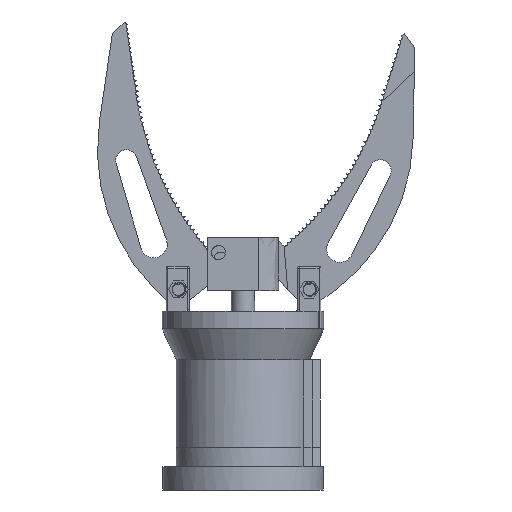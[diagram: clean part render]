
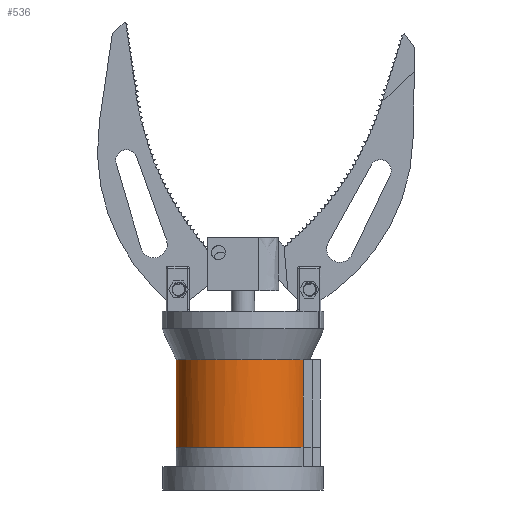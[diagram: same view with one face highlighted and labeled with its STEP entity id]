
A CAD part, left-side view. The second image highlights one B-rep face of the part: STEP entity #536.
In plain terms, the highlighted free-form (B-spline) face has degree [2, 1] with [7, 2] control points.
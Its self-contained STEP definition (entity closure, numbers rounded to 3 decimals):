
#24 = VERTEX_POINT('',#25);
#25 = CARTESIAN_POINT('',(-20.056,-36.798,38.754)
  );
#45 = VERTEX_POINT('',#46);
#46 = CARTESIAN_POINT('',(-20.056,-36.798,-15.343)
  );
#51 = EDGE_CURVE('',#24,#45,#52,.T.);
#52 = B_SPLINE_CURVE_WITH_KNOTS('',1,(#53,#54),.UNSPECIFIED.,.F.,.F.,(2,
    2),(-20.361,29.),.PIECEWISE_BEZIER_KNOTS.);
#53 = CARTESIAN_POINT('',(-20.056,-36.798,38.754)
  );
#54 = CARTESIAN_POINT('',(-20.056,-36.798,-15.343)
  );
#506 = VERTEX_POINT('',#507);
#507 = CARTESIAN_POINT('',(-56.134,-37.055,
    38.754));
#514 = EDGE_CURVE('',#515,#506,#517,.T.);
#515 = VERTEX_POINT('',#516);
#516 = CARTESIAN_POINT('',(-56.134,-37.055,
    -15.343));
#517 = B_SPLINE_CURVE_WITH_KNOTS('',1,(#518,#519),.UNSPECIFIED.,.F.,.F.,
  (2,2),(-29.,20.361),.PIECEWISE_BEZIER_KNOTS.);
#518 = CARTESIAN_POINT('',(-56.134,-37.055,
    -15.343));
#519 = CARTESIAN_POINT('',(-56.134,-37.055,
    38.754));
#536 = ADVANCED_FACE('',(#537),#567,.T.);
#537 = FACE_BOUND('',#538,.T.);
#538 = EDGE_LOOP('',(#539,#540,#550,#556,#557));
#539 = ORIENTED_EDGE('',*,*,#514,.T.);
#540 = ORIENTED_EDGE('',*,*,#541,.F.);
#541 = EDGE_CURVE('',#542,#506,#544,.T.);
#542 = VERTEX_POINT('',#543);
#543 = CARTESIAN_POINT('',(2.74,0.,
    38.754));
#544 = ( BOUNDED_CURVE() B_SPLINE_CURVE(2,(#545,#546,#547,#548,#549),
.UNSPECIFIED.,.F.,.F.) B_SPLINE_CURVE_WITH_KNOTS((3,2,3),(3.142,
5.274,7.407),.PIECEWISE_BEZIER_KNOTS.) CURVE() 
GEOMETRIC_REPRESENTATION_ITEM() RATIONAL_B_SPLINE_CURVE((1.,
0.483,1.,0.483,1.)) REPRESENTATION_ITEM('') );
#545 = CARTESIAN_POINT('',(2.74,0.,
    38.754));
#546 = CARTESIAN_POINT('',(2.74,74.429,38.754)
  );
#547 = CARTESIAN_POINT('',(-60.251,34.782,
    38.754));
#548 = CARTESIAN_POINT('',(-123.241,-4.865,
    38.754));
#549 = CARTESIAN_POINT('',(-56.134,-37.055,
    38.754));
#550 = ORIENTED_EDGE('',*,*,#551,.F.);
#551 = EDGE_CURVE('',#24,#542,#552,.T.);
#552 = ( BOUNDED_CURVE() B_SPLINE_CURVE(2,(#553,#554,#555),
.UNSPECIFIED.,.F.,.F.) B_SPLINE_CURVE_WITH_KNOTS((3,3),(2.032,
3.142),.PIECEWISE_BEZIER_KNOTS.) CURVE() 
GEOMETRIC_REPRESENTATION_ITEM() RATIONAL_B_SPLINE_CURVE((1.,
0.85,1.)) REPRESENTATION_ITEM('') );
#553 = CARTESIAN_POINT('',(-20.056,-36.798,38.754
    ));
#554 = CARTESIAN_POINT('',(2.74,-25.46,38.754
    ));
#555 = CARTESIAN_POINT('',(2.74,0.,
    38.754));
#556 = ORIENTED_EDGE('',*,*,#51,.T.);
#557 = ORIENTED_EDGE('',*,*,#558,.F.);
#558 = EDGE_CURVE('',#515,#45,#559,.T.);
#559 = ( BOUNDED_CURVE() B_SPLINE_CURVE(2,(#560,#561,#562,#563,#564,#565
,#566),.UNSPECIFIED.,.F.,.F.) B_SPLINE_CURVE_WITH_KNOTS((3,2,2,3),(
    5.16,6.951,8.743,10.534),
.PIECEWISE_BEZIER_KNOTS.) CURVE() GEOMETRIC_REPRESENTATION_ITEM() 
RATIONAL_B_SPLINE_CURVE((1.,0.625,1.,0.625,1.,
0.625,1.)) REPRESENTATION_ITEM('') );
#560 = CARTESIAN_POINT('',(-56.134,-37.055,
    -15.343));
#561 = CARTESIAN_POINT('',(-102.422,-14.851,
    -15.343));
#562 = CARTESIAN_POINT('',(-70.625,25.455,
    -15.343));
#563 = CARTESIAN_POINT('',(-38.828,65.761,
    -15.343));
#564 = CARTESIAN_POINT('',(-6.459,25.913,
    -15.343));
#565 = CARTESIAN_POINT('',(25.911,-13.935,
    -15.343));
#566 = CARTESIAN_POINT('',(-20.056,-36.798,-15.343
    ));
#567 = ( BOUNDED_SURFACE() B_SPLINE_SURFACE(2,1,(
    (#568,#569)
    ,(#570,#571)
    ,(#572,#573)
    ,(#574,#575)
    ,(#576,#577)
    ,(#578,#579)
,(#580,#581
    )),.UNSPECIFIED.,.F.,.F.,.F.) B_SPLINE_SURFACE_WITH_KNOTS((3,2,2,3),
  (2,2),(3.596,5.387,7.179,8.97),(
    -20.361,29.),.PIECEWISE_BEZIER_KNOTS.) 
GEOMETRIC_REPRESENTATION_ITEM() RATIONAL_B_SPLINE_SURFACE((
    (1.,1.)
    ,(0.625,0.625)
    ,(1.,1.)
    ,(0.625,0.625)
    ,(1.,1.)
    ,(0.625,0.625)
,(1.,1.))) REPRESENTATION_ITEM('') SURFACE() );
#568 = CARTESIAN_POINT('',(-56.134,-37.055,
    38.754));
#569 = CARTESIAN_POINT('',(-56.134,-37.055,
    -15.343));
#570 = CARTESIAN_POINT('',(-102.422,-14.851,
    38.754));
#571 = CARTESIAN_POINT('',(-102.422,-14.851,
    -15.343));
#572 = CARTESIAN_POINT('',(-70.625,25.455,
    38.754));
#573 = CARTESIAN_POINT('',(-70.625,25.455,
    -15.343));
#574 = CARTESIAN_POINT('',(-38.828,65.761,
    38.754));
#575 = CARTESIAN_POINT('',(-38.828,65.761,
    -15.343));
#576 = CARTESIAN_POINT('',(-6.459,25.913,
    38.754));
#577 = CARTESIAN_POINT('',(-6.459,25.913,
    -15.343));
#578 = CARTESIAN_POINT('',(25.911,-13.935,
    38.754));
#579 = CARTESIAN_POINT('',(25.911,-13.935,
    -15.343));
#580 = CARTESIAN_POINT('',(-20.056,-36.798,38.754
    ));
#581 = CARTESIAN_POINT('',(-20.056,-36.798,-15.343
    ));
